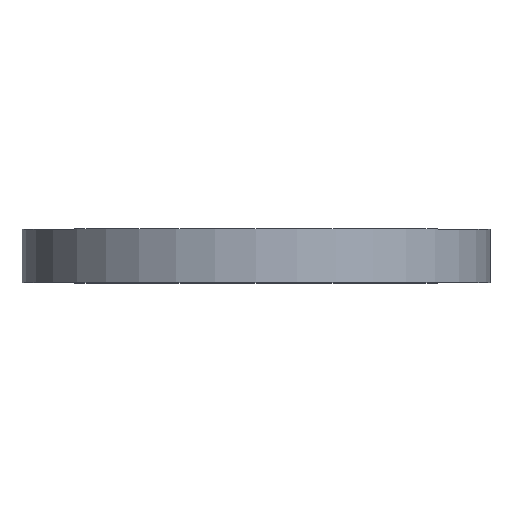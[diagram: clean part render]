
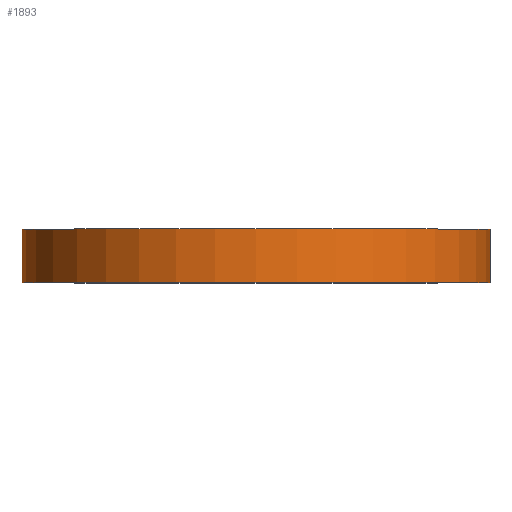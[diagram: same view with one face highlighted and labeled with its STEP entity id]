
A CAD part, top view. The second image highlights one B-rep face of the part: STEP entity #1893.
In plain terms, the highlighted cylindrical face has radius 35 mm (diameter 70 mm), a full revolution.
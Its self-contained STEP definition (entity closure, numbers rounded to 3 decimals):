
#214 = AXIS2_PLACEMENT_3D ( 'NONE', #1677, #456, #1367 ) ;
#456 = DIRECTION ( 'NONE',  ( 0., -1., 0. ) ) ;
#470 = EDGE_CURVE ( 'NONE', #1260, #1260, #1370, .T. ) ;
#478 = DIRECTION ( 'NONE',  ( 0., 1., 0. ) ) ;
#487 = FACE_OUTER_BOUND ( 'NONE', #535, .T. ) ;
#535 = EDGE_LOOP ( 'NONE', ( #1101 ) ) ;
#744 = ORIENTED_EDGE ( 'NONE', *, *, #1858, .T. ) ;
#801 = EDGE_LOOP ( 'NONE', ( #744 ) ) ;
#803 = FACE_OUTER_BOUND ( 'NONE', #801, .T. ) ;
#940 = AXIS2_PLACEMENT_3D ( 'NONE', #1734, #952, #1717 ) ;
#952 = DIRECTION ( 'NONE',  ( 0., 1., 0. ) ) ;
#998 = CARTESIAN_POINT ( 'NONE',  ( 0., 0., 35. ) ) ;
#1009 = VERTEX_POINT ( 'NONE', #998 ) ;
#1013 = AXIS2_PLACEMENT_3D ( 'NONE', #1522, #478, #1709 ) ;
#1101 = ORIENTED_EDGE ( 'NONE', *, *, #470, .F. ) ;
#1260 = VERTEX_POINT ( 'NONE', #1449 ) ;
#1367 = DIRECTION ( 'NONE',  ( 0., 0., -1. ) ) ;
#1370 = CIRCLE ( 'NONE', #940, 35. ) ;
#1449 = CARTESIAN_POINT ( 'NONE',  ( 0., 8., 35. ) ) ;
#1522 = CARTESIAN_POINT ( 'NONE',  ( 0., 0., 0. ) ) ;
#1547 = CIRCLE ( 'NONE', #1013, 35. ) ;
#1677 = CARTESIAN_POINT ( 'NONE',  ( 0., 8., 0. ) ) ;
#1709 = DIRECTION ( 'NONE',  ( 0., 0., 1. ) ) ;
#1717 = DIRECTION ( 'NONE',  ( 0., 0., 1. ) ) ;
#1734 = CARTESIAN_POINT ( 'NONE',  ( 0., 8., 0. ) ) ;
#1829 = CYLINDRICAL_SURFACE ( 'NONE', #214, 35. ) ;
#1858 = EDGE_CURVE ( 'NONE', #1009, #1009, #1547, .T. ) ;
#1893 = ADVANCED_FACE ( 'NONE', ( #487, #803 ), #1829, .T. ) ;
